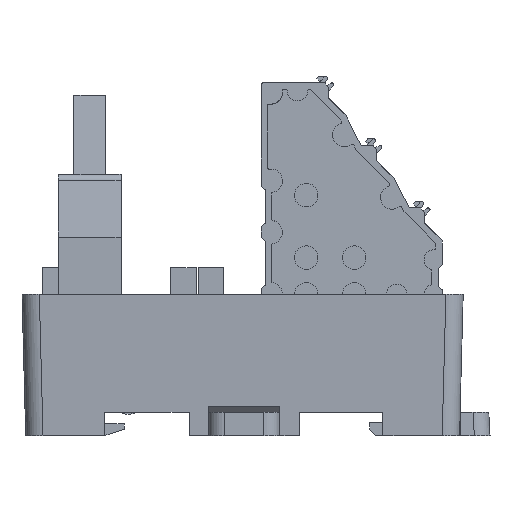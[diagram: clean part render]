
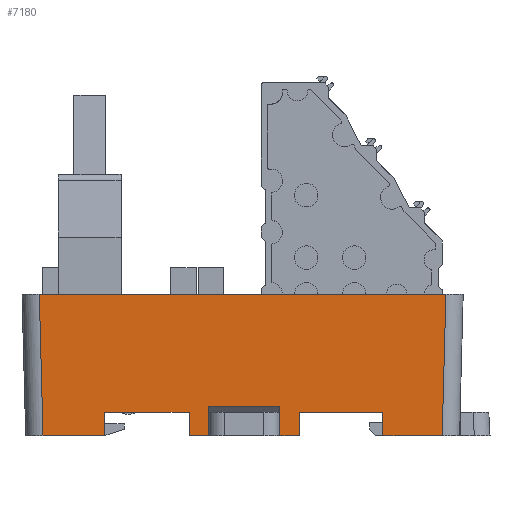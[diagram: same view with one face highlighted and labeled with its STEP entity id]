
A CAD part, left-side view. The second image highlights one B-rep face of the part: STEP entity #7180.
In plain terms, the highlighted planar face has unit normal (-1, 0, -0.026).
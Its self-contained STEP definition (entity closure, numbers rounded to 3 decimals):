
#4426=FACE_OUTER_BOUND('',#13462,.T.);
#7180=ADVANCED_FACE('',(#4426),#9998,.T.);
#9998=PLANE('',#57040);
#13462=EDGE_LOOP('',(#17076,#17077,#17078,#17079,#17080,#17081,#17082,#17083,
#17084,#17085,#17086,#17087,#17088,#17089,#17090,#17091));
#17076=ORIENTED_EDGE('',*,*,#37974,.T.);
#17077=ORIENTED_EDGE('',*,*,#37975,.T.);
#17078=ORIENTED_EDGE('',*,*,#37941,.T.);
#17079=ORIENTED_EDGE('',*,*,#37896,.F.);
#17080=ORIENTED_EDGE('',*,*,#37976,.F.);
#17081=ORIENTED_EDGE('',*,*,#37977,.F.);
#17082=ORIENTED_EDGE('',*,*,#37978,.F.);
#17083=ORIENTED_EDGE('',*,*,#37928,.T.);
#17084=ORIENTED_EDGE('',*,*,#37979,.F.);
#17085=ORIENTED_EDGE('',*,*,#37937,.T.);
#17086=ORIENTED_EDGE('',*,*,#37980,.F.);
#17087=ORIENTED_EDGE('',*,*,#37981,.T.);
#17088=ORIENTED_EDGE('',*,*,#37982,.F.);
#17089=ORIENTED_EDGE('',*,*,#37983,.T.);
#17090=ORIENTED_EDGE('',*,*,#37960,.T.);
#17091=ORIENTED_EDGE('',*,*,#37984,.T.);
#32552=VERTEX_POINT('',#75704);
#32553=VERTEX_POINT('',#75706);
#32584=VERTEX_POINT('',#75771);
#32585=VERTEX_POINT('',#75773);
#32593=VERTEX_POINT('',#75790);
#32594=VERTEX_POINT('',#75792);
#32596=VERTEX_POINT('',#75800);
#32611=VERTEX_POINT('',#75834);
#32612=VERTEX_POINT('',#75836);
#32622=VERTEX_POINT('',#75862);
#32623=VERTEX_POINT('',#75863);
#32624=VERTEX_POINT('',#75866);
#32625=VERTEX_POINT('',#75868);
#32626=VERTEX_POINT('',#75872);
#32627=VERTEX_POINT('',#75874);
#32628=VERTEX_POINT('',#75876);
#37896=EDGE_CURVE('',#32552,#32553,#45722,.T.);
#37928=EDGE_CURVE('',#32585,#32584,#45754,.T.);
#37937=EDGE_CURVE('',#32594,#32593,#45763,.T.);
#37941=EDGE_CURVE('',#32596,#32553,#45767,.T.);
#37960=EDGE_CURVE('',#32612,#32611,#45783,.T.);
#37974=EDGE_CURVE('',#32622,#32623,#45797,.T.);
#37975=EDGE_CURVE('',#32623,#32596,#45798,.T.);
#37976=EDGE_CURVE('',#32624,#32552,#45799,.T.);
#37977=EDGE_CURVE('',#32625,#32624,#45800,.T.);
#37978=EDGE_CURVE('',#32585,#32625,#45801,.T.);
#37979=EDGE_CURVE('',#32594,#32584,#45802,.T.);
#37980=EDGE_CURVE('',#32626,#32593,#45803,.T.);
#37981=EDGE_CURVE('',#32626,#32627,#45804,.T.);
#37982=EDGE_CURVE('',#32628,#32627,#45805,.T.);
#37983=EDGE_CURVE('',#32628,#32612,#45806,.T.);
#37984=EDGE_CURVE('',#32611,#32622,#45807,.T.);
#45722=LINE('',#75705,#51489);
#45754=LINE('',#75772,#51521);
#45763=LINE('',#75791,#51530);
#45767=LINE('',#75799,#51534);
#45783=LINE('',#75835,#51550);
#45797=LINE('',#75861,#51564);
#45798=LINE('',#75864,#51565);
#45799=LINE('',#75865,#51566);
#45800=LINE('',#75867,#51567);
#45801=LINE('',#75869,#51568);
#45802=LINE('',#75870,#51569);
#45803=LINE('',#75871,#51570);
#45804=LINE('',#75873,#51571);
#45805=LINE('',#75875,#51572);
#45806=LINE('',#75877,#51573);
#45807=LINE('',#75878,#51574);
#51489=VECTOR('',#61377,1.);
#51521=VECTOR('',#61415,1.);
#51530=VECTOR('',#61426,1.);
#51534=VECTOR('',#61434,1.);
#51550=VECTOR('',#61458,1.);
#51564=VECTOR('',#61476,1.);
#51565=VECTOR('',#61477,1.);
#51566=VECTOR('',#61478,1.);
#51567=VECTOR('',#61479,1.);
#51568=VECTOR('',#61480,1.);
#51569=VECTOR('',#61481,1.);
#51570=VECTOR('',#61482,1.);
#51571=VECTOR('',#61483,1.);
#51572=VECTOR('',#61484,1.);
#51573=VECTOR('',#61485,1.);
#51574=VECTOR('',#61486,1.);
#57040=AXIS2_PLACEMENT_3D('',#75879,#61487,#61488);
#61377=DIRECTION('',(0.026,0.,-1.));
#61415=DIRECTION('',(-0.026,0.,1.));
#61426=DIRECTION('',(0.026,0.,-1.));
#61434=DIRECTION('',(0.,-1.,0.));
#61458=DIRECTION('',(0.,-1.,0.));
#61476=DIRECTION('',(0.,1.,0.));
#61477=DIRECTION('',(0.026,-0.026,-0.999));
#61478=DIRECTION('',(0.,1.,0.));
#61479=DIRECTION('',(-0.026,0.,1.));
#61480=DIRECTION('',(0.,1.,0.));
#61481=DIRECTION('',(0.,1.,0.));
#61482=DIRECTION('',(0.,1.,0.));
#61483=DIRECTION('',(-0.026,0.,1.));
#61484=DIRECTION('',(0.,1.,0.));
#61485=DIRECTION('',(0.026,0.,-1.));
#61486=DIRECTION('',(-0.026,-0.026,0.999));
#61487=DIRECTION('',(-1.,0.,-0.026));
#61488=DIRECTION('',(-0.026,0.,1.));
#75704=CARTESIAN_POINT('',(-46.007,45.6,-15.));
#75705=CARTESIAN_POINT('',(-45.994,45.6,-15.49));
#75706=CARTESIAN_POINT('',(-45.929,45.6,-18.));
#75771=CARTESIAN_POINT('',(-46.026,32.4,-14.274));
#75772=CARTESIAN_POINT('',(-46.4,32.4,-0.003));
#75773=CARTESIAN_POINT('',(-45.929,32.4,-18.));
#75790=CARTESIAN_POINT('',(-45.929,23.3,-18.));
#75791=CARTESIAN_POINT('',(-46.4,23.3,-0.003));
#75792=CARTESIAN_POINT('',(-46.026,23.3,-14.274));
#75799=CARTESIAN_POINT('',(-45.929,28.35,-18.));
#75800=CARTESIAN_POINT('',(-45.929,53.429,-18.));
#75834=CARTESIAN_POINT('',(-45.929,2.671,-18.));
#75835=CARTESIAN_POINT('',(-45.929,27.85,-18.));
#75836=CARTESIAN_POINT('',(-45.929,10.2,-18.));
#75861=CARTESIAN_POINT('',(-46.4,28.35,0.));
#75862=CARTESIAN_POINT('',(-46.4,2.199,0.));
#75863=CARTESIAN_POINT('',(-46.4,53.901,0.));
#75864=CARTESIAN_POINT('',(-46.383,53.884,-0.66));
#75865=CARTESIAN_POINT('',(-46.007,27.85,-15.));
#75866=CARTESIAN_POINT('',(-46.007,34.85,-15.));
#75867=CARTESIAN_POINT('',(-46.4,34.85,-0.003));
#75868=CARTESIAN_POINT('',(-45.929,34.85,-18.));
#75869=CARTESIAN_POINT('',(-45.929,27.85,-18.));
#75870=CARTESIAN_POINT('',(-46.026,237.295,-14.274));
#75871=CARTESIAN_POINT('',(-45.929,27.85,-18.));
#75872=CARTESIAN_POINT('',(-45.929,20.85,-18.));
#75873=CARTESIAN_POINT('',(-45.917,20.85,-18.461));
#75874=CARTESIAN_POINT('',(-46.007,20.85,-15.));
#75875=CARTESIAN_POINT('',(-46.007,27.85,-15.));
#75876=CARTESIAN_POINT('',(-46.007,10.2,-15.));
#75877=CARTESIAN_POINT('',(-46.4,10.2,-0.003));
#75878=CARTESIAN_POINT('',(-46.383,2.217,-0.66));
#75879=CARTESIAN_POINT('',(-46.4,28.35,-0.003));
